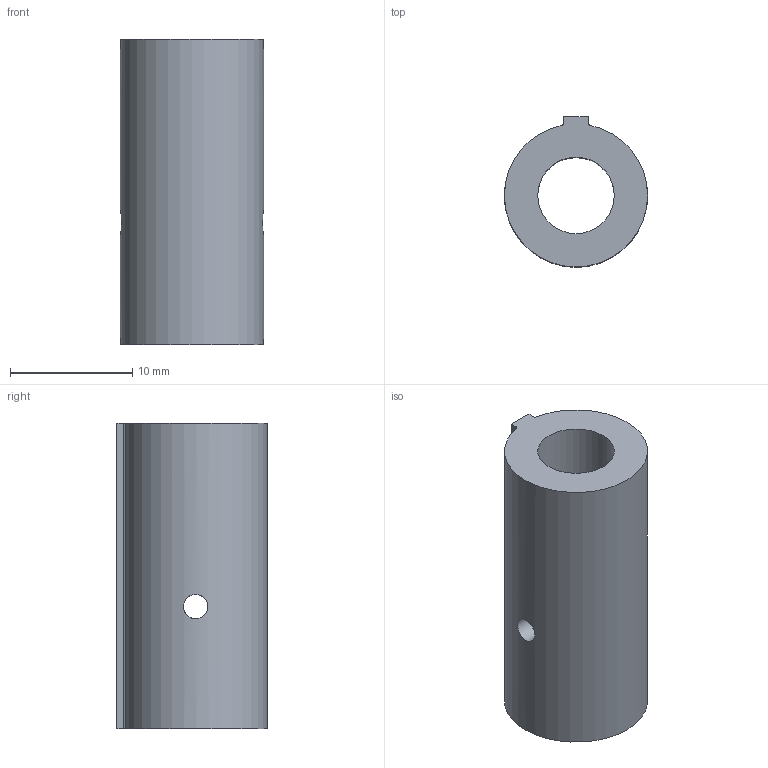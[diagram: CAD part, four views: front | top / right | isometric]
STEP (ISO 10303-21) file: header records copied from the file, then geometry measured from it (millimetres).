
FILE_DESCRIPTION(/* description */ (''),/* implementation_level */ '2;1');
FILE_NAME(/* name */ 'newmotorcoupling v3.step',/* time_stamp */ '2024-03-08T11:43:16+05:30',/* author */ (''),/* organization */ (''),/* preprocessor_version */ 'ST-DEVELOPER v20',/* originating_system */ 'Autodesk Translation Framework v12.20.1.177',/* authorisation */ '');
FILE_SCHEMA (('AUTOMOTIVE_DESIGN { 1 0 10303 214 3 1 1 }'));
Length unit declared in the file: millimetre
Products named in the file (1): newmotorcoupling
Bounding box: 11.7 x 12.3 x 25 mm (x, y, z)
Volume: 1935.2 mm3; surface area: 1620 mm2
Topology: 1 solids, 1 shells, 11 faces, 32 edges, 22 vertices
Faces by surface type: cylinder 6, plane 5
Full cylindrical faces by diameter (mm): 2 x2, 6.25 x1
Entity records: 535 total; most frequent: CARTESIAN_POINT 202, ORIENTED_EDGE 64, DIRECTION 56, EDGE_CURVE 32, VERTEX_POINT 22, AXIS2_PLACEMENT_3D 20, EDGE_LOOP 16, LINE 16
